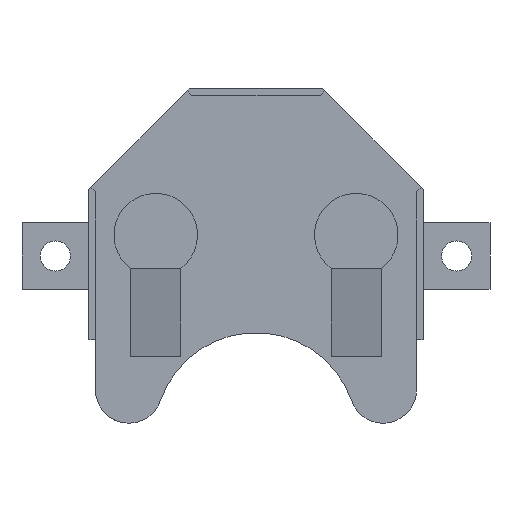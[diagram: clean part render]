
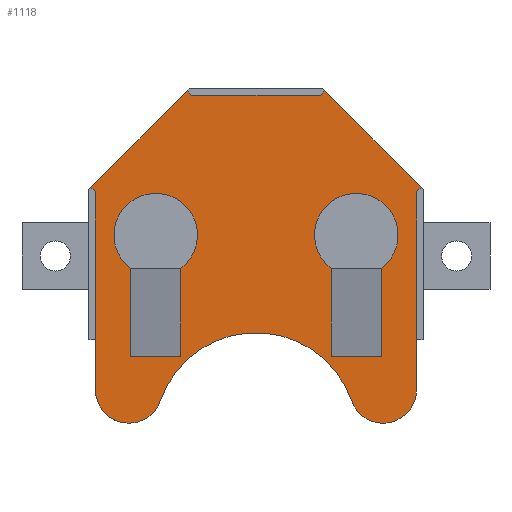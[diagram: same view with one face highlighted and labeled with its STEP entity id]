
A CAD part, front view. The second image highlights one B-rep face of the part: STEP entity #1118.
In plain terms, the highlighted planar face has unit normal (0, -1, 0).
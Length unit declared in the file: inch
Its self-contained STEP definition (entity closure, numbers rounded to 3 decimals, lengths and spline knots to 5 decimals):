
#20=FACE_BOUND('',#211,.T.);
#21=FACE_BOUND('',#212,.T.);
#83=CIRCLE('',#1155,0.09997);
#85=CIRCLE('',#1158,0.30266);
#87=CIRCLE('',#1161,0.1);
#89=CIRCLE('',#1165,0.09997);
#93=CIRCLE('',#1187,0.125);
#94=CIRCLE('',#1190,0.125);
#148=FACE_OUTER_BOUND('',#210,.T.);
#210=EDGE_LOOP('',(#912,#913,#914,#915,#916,#917,#918,#919,#920,#921,#922,
#923,#924,#925,#926,#927,#928));
#211=EDGE_LOOP('',(#929,#930,#931,#932,#933,#934));
#212=EDGE_LOOP('',(#935,#936,#937,#938,#939,#940));
#252=LINE('',#1557,#379);
#256=LINE('',#1567,#383);
#257=LINE('',#1571,#384);
#264=LINE('',#1585,#391);
#281=LINE('',#1621,#408);
#284=LINE('',#1627,#411);
#290=LINE('',#1640,#417);
#295=LINE('',#1649,#422);
#296=LINE('',#1651,#423);
#299=LINE('',#1656,#426);
#305=LINE('',#1669,#432);
#310=LINE('',#1678,#437);
#311=LINE('',#1680,#438);
#314=LINE('',#1685,#441);
#316=LINE('',#1691,#443);
#318=LINE('',#1697,#445);
#320=LINE('',#1702,#447);
#325=LINE('',#1712,#452);
#326=LINE('',#1714,#453);
#333=LINE('',#1728,#460);
#338=LINE('',#1737,#465);
#343=LINE('',#1746,#470);
#344=LINE('',#1747,#471);
#379=VECTOR('',#1266,0.3937);
#383=VECTOR('',#1274,0.3937);
#384=VECTOR('',#1279,0.3937);
#391=VECTOR('',#1290,0.3937);
#408=VECTOR('',#1317,0.3937);
#411=VECTOR('',#1322,0.3937);
#417=VECTOR('',#1332,0.3937);
#422=VECTOR('',#1339,0.3937);
#423=VECTOR('',#1342,0.3937);
#426=VECTOR('',#1347,0.3937);
#432=VECTOR('',#1357,0.3937);
#437=VECTOR('',#1364,0.3937);
#438=VECTOR('',#1367,0.3937);
#441=VECTOR('',#1372,0.3937);
#443=VECTOR('',#1380,0.3937);
#445=VECTOR('',#1388,0.3937);
#447=VECTOR('',#1392,0.3937);
#452=VECTOR('',#1399,0.3937);
#453=VECTOR('',#1402,0.3937);
#460=VECTOR('',#1413,0.3937);
#465=VECTOR('',#1420,0.3937);
#470=VECTOR('',#1431,0.3937);
#471=VECTOR('',#1432,0.3937);
#500=VERTEX_POINT('',#1529);
#502=VERTEX_POINT('',#1535);
#503=VERTEX_POINT('',#1536);
#506=VERTEX_POINT('',#1544);
#508=VERTEX_POINT('',#1550);
#510=VERTEX_POINT('',#1556);
#512=VERTEX_POINT('',#1562);
#514=VERTEX_POINT('',#1565);
#515=VERTEX_POINT('',#1570);
#520=VERTEX_POINT('',#1584);
#536=VERTEX_POINT('',#1625);
#539=VERTEX_POINT('',#1632);
#540=VERTEX_POINT('',#1635);
#541=VERTEX_POINT('',#1639);
#544=VERTEX_POINT('',#1647);
#545=VERTEX_POINT('',#1654);
#548=VERTEX_POINT('',#1661);
#549=VERTEX_POINT('',#1664);
#550=VERTEX_POINT('',#1668);
#553=VERTEX_POINT('',#1676);
#554=VERTEX_POINT('',#1683);
#555=VERTEX_POINT('',#1687);
#556=VERTEX_POINT('',#1693);
#557=VERTEX_POINT('',#1699);
#560=VERTEX_POINT('',#1706);
#562=VERTEX_POINT('',#1710);
#565=VERTEX_POINT('',#1724);
#567=VERTEX_POINT('',#1727);
#570=VERTEX_POINT('',#1734);
#597=EDGE_CURVE('',#502,#503,#83,.T.);
#601=EDGE_CURVE('',#503,#506,#85,.T.);
#604=EDGE_CURVE('',#506,#508,#87,.T.);
#607=EDGE_CURVE('',#510,#500,#252,.T.);
#611=EDGE_CURVE('',#514,#512,#89,.T.);
#612=EDGE_CURVE('',#514,#510,#256,.T.);
#614=EDGE_CURVE('',#515,#508,#257,.T.);
#621=EDGE_CURVE('',#500,#520,#264,.T.);
#640=EDGE_CURVE('',#502,#512,#281,.T.);
#643=EDGE_CURVE('',#536,#515,#284,.T.);
#649=EDGE_CURVE('',#539,#541,#290,.T.);
#654=EDGE_CURVE('',#541,#544,#295,.T.);
#655=EDGE_CURVE('',#544,#540,#296,.T.);
#658=EDGE_CURVE('',#540,#545,#299,.T.);
#664=EDGE_CURVE('',#548,#550,#305,.T.);
#669=EDGE_CURVE('',#550,#553,#310,.T.);
#670=EDGE_CURVE('',#553,#549,#311,.T.);
#673=EDGE_CURVE('',#549,#554,#314,.T.);
#674=EDGE_CURVE('',#545,#555,#93,.T.);
#676=EDGE_CURVE('',#555,#539,#316,.T.);
#677=EDGE_CURVE('',#554,#556,#94,.T.);
#679=EDGE_CURVE('',#556,#548,#318,.T.);
#681=EDGE_CURVE('',#536,#557,#320,.T.);
#686=EDGE_CURVE('',#562,#560,#325,.T.);
#687=EDGE_CURVE('',#560,#557,#326,.T.);
#694=EDGE_CURVE('',#567,#565,#333,.T.);
#699=EDGE_CURVE('',#520,#570,#338,.T.);
#704=EDGE_CURVE('',#567,#562,#343,.T.);
#705=EDGE_CURVE('',#570,#565,#344,.T.);
#912=ORIENTED_EDGE('',*,*,#611,.T.);
#913=ORIENTED_EDGE('',*,*,#640,.F.);
#914=ORIENTED_EDGE('',*,*,#597,.T.);
#915=ORIENTED_EDGE('',*,*,#601,.T.);
#916=ORIENTED_EDGE('',*,*,#604,.T.);
#917=ORIENTED_EDGE('',*,*,#614,.F.);
#918=ORIENTED_EDGE('',*,*,#643,.F.);
#919=ORIENTED_EDGE('',*,*,#681,.T.);
#920=ORIENTED_EDGE('',*,*,#687,.F.);
#921=ORIENTED_EDGE('',*,*,#686,.F.);
#922=ORIENTED_EDGE('',*,*,#704,.F.);
#923=ORIENTED_EDGE('',*,*,#694,.T.);
#924=ORIENTED_EDGE('',*,*,#705,.F.);
#925=ORIENTED_EDGE('',*,*,#699,.F.);
#926=ORIENTED_EDGE('',*,*,#621,.F.);
#927=ORIENTED_EDGE('',*,*,#607,.F.);
#928=ORIENTED_EDGE('',*,*,#612,.F.);
#929=ORIENTED_EDGE('',*,*,#674,.T.);
#930=ORIENTED_EDGE('',*,*,#676,.T.);
#931=ORIENTED_EDGE('',*,*,#649,.T.);
#932=ORIENTED_EDGE('',*,*,#654,.T.);
#933=ORIENTED_EDGE('',*,*,#655,.T.);
#934=ORIENTED_EDGE('',*,*,#658,.T.);
#935=ORIENTED_EDGE('',*,*,#677,.T.);
#936=ORIENTED_EDGE('',*,*,#679,.T.);
#937=ORIENTED_EDGE('',*,*,#664,.T.);
#938=ORIENTED_EDGE('',*,*,#669,.T.);
#939=ORIENTED_EDGE('',*,*,#670,.T.);
#940=ORIENTED_EDGE('',*,*,#673,.T.);
#1062=PLANE('',#1200);
#1118=ADVANCED_FACE('',(#148,#20,#21),#1062,.F.);
#1155=AXIS2_PLACEMENT_3D('',#1537,#1244,#1245);
#1158=AXIS2_PLACEMENT_3D('',#1545,#1252,#1253);
#1161=AXIS2_PLACEMENT_3D('',#1551,#1259,#1260);
#1165=AXIS2_PLACEMENT_3D('',#1566,#1272,#1273);
#1187=AXIS2_PLACEMENT_3D('',#1688,#1375,#1376);
#1190=AXIS2_PLACEMENT_3D('',#1694,#1383,#1384);
#1200=AXIS2_PLACEMENT_3D('',#1745,#1429,#1430);
#1244=DIRECTION('center_axis',(0.,-1.,0.));
#1245=DIRECTION('ref_axis',(0.945,0.,-0.327));
#1252=DIRECTION('center_axis',(0.,1.,0.));
#1253=DIRECTION('ref_axis',(0.945,0.,-0.328));
#1259=DIRECTION('center_axis',(0.,-1.,0.));
#1260=DIRECTION('ref_axis',(1.,0.,0.));
#1266=DIRECTION('',(0.,0.,1.));
#1272=DIRECTION('center_axis',(0.,-1.,0.));
#1273=DIRECTION('ref_axis',(0.945,0.,-0.327));
#1274=DIRECTION('',(0.,0.,1.));
#1279=DIRECTION('',(0.,0.,-1.));
#1290=DIRECTION('',(0.,0.,1.));
#1317=DIRECTION('',(-1.,0.,0.));
#1322=DIRECTION('',(0.,0.,-1.));
#1332=DIRECTION('',(0.,0.,-1.));
#1339=DIRECTION('',(-1.,0.,0.));
#1342=DIRECTION('',(0.,0.,1.));
#1347=DIRECTION('',(0.,0.,1.));
#1357=DIRECTION('',(0.,0.,-1.));
#1364=DIRECTION('',(-1.,0.,0.));
#1367=DIRECTION('',(0.,0.,1.));
#1372=DIRECTION('',(0.,0.,1.));
#1375=DIRECTION('center_axis',(0.,1.,0.));
#1376=DIRECTION('ref_axis',(-1.,0.,0.));
#1380=DIRECTION('',(0.,0.,-1.));
#1383=DIRECTION('center_axis',(0.,1.,0.));
#1384=DIRECTION('ref_axis',(-1.,0.,0.));
#1388=DIRECTION('',(0.,0.,-1.));
#1392=DIRECTION('',(0.707,0.,0.707));
#1399=DIRECTION('',(0.707,0.,0.707));
#1402=DIRECTION('',(0.707,0.,-0.707));
#1413=DIRECTION('',(-0.707,0.,0.707));
#1420=DIRECTION('',(-0.707,0.,0.707));
#1429=DIRECTION('center_axis',(0.,1.,0.));
#1430=DIRECTION('ref_axis',(0.,0.,1.));
#1431=DIRECTION('',(1.,0.,0.));
#1432=DIRECTION('',(0.707,0.,0.707));
#1529=CARTESIAN_POINT('',(-0.48031,0.22,-0.25));
#1535=CARTESIAN_POINT('',(-0.375,0.22,-0.5));
#1536=CARTESIAN_POINT('',(-0.28586,0.22,-0.43285));
#1537=CARTESIAN_POINT('Origin',(-0.38034,0.22,-0.40017));
#1544=CARTESIAN_POINT('',(0.28586,0.22,-0.43285));
#1545=CARTESIAN_POINT('Origin',(0.,0.22,-0.53226));
#1550=CARTESIAN_POINT('',(0.48031,0.22,-0.4));
#1551=CARTESIAN_POINT('Origin',(0.38031,0.22,-0.4));
#1556=CARTESIAN_POINT('',(-0.48031,0.22,-0.4));
#1557=CARTESIAN_POINT('',(-0.48031,0.22,-0.5625));
#1562=CARTESIAN_POINT('',(-0.38569,0.22,-0.5));
#1565=CARTESIAN_POINT('',(-0.48031,0.22,-0.40017));
#1566=CARTESIAN_POINT('Origin',(-0.38034,0.22,-0.40017));
#1567=CARTESIAN_POINT('',(-0.48031,0.22,-0.5625));
#1570=CARTESIAN_POINT('',(0.48031,0.22,-0.25));
#1571=CARTESIAN_POINT('',(0.48031,0.22,0.19185));
#1584=CARTESIAN_POINT('',(-0.48031,0.22,0.19185));
#1585=CARTESIAN_POINT('',(-0.48031,0.22,-0.5625));
#1621=CARTESIAN_POINT('',(0.25,0.22,-0.5));
#1625=CARTESIAN_POINT('',(0.48031,0.22,0.19185));
#1627=CARTESIAN_POINT('',(0.48031,0.22,0.19185));
#1632=CARTESIAN_POINT('',(0.375,0.22,-0.25625));
#1635=CARTESIAN_POINT('',(0.225,0.22,-0.25625));
#1639=CARTESIAN_POINT('',(0.375,0.22,-0.3));
#1640=CARTESIAN_POINT('',(0.375,0.22,-0.19926));
#1647=CARTESIAN_POINT('',(0.225,0.22,-0.3));
#1649=CARTESIAN_POINT('',(0.1125,0.22,-0.3));
#1651=CARTESIAN_POINT('',(0.225,0.22,-0.04926));
#1654=CARTESIAN_POINT('',(0.225,0.22,-0.0375));
#1656=CARTESIAN_POINT('',(0.225,0.22,-0.04926));
#1661=CARTESIAN_POINT('',(-0.225,0.22,-0.25625));
#1664=CARTESIAN_POINT('',(-0.375,0.22,-0.25625));
#1668=CARTESIAN_POINT('',(-0.225,0.22,-0.3));
#1669=CARTESIAN_POINT('',(-0.225,0.22,-0.19926));
#1676=CARTESIAN_POINT('',(-0.375,0.22,-0.3));
#1678=CARTESIAN_POINT('',(-0.1875,0.22,-0.3));
#1680=CARTESIAN_POINT('',(-0.375,0.22,-0.04926));
#1683=CARTESIAN_POINT('',(-0.375,0.22,-0.0375));
#1685=CARTESIAN_POINT('',(-0.375,0.22,-0.04926));
#1687=CARTESIAN_POINT('',(0.375,0.22,-0.0375));
#1688=CARTESIAN_POINT('Origin',(0.3,0.22,0.0625));
#1691=CARTESIAN_POINT('',(0.375,0.22,-0.19926));
#1693=CARTESIAN_POINT('',(-0.225,0.22,-0.0375));
#1694=CARTESIAN_POINT('Origin',(-0.3,0.22,0.0625));
#1697=CARTESIAN_POINT('',(-0.225,0.22,-0.19926));
#1699=CARTESIAN_POINT('',(0.49423,0.22,0.20577));
#1702=CARTESIAN_POINT('',(0.48031,0.22,0.19185));
#1706=CARTESIAN_POINT('',(0.20577,0.22,0.49423));
#1710=CARTESIAN_POINT('',(0.19185,0.22,0.48031));
#1712=CARTESIAN_POINT('',(0.19185,0.22,0.48031));
#1714=CARTESIAN_POINT('',(0.49712,0.22,0.20288));
#1724=CARTESIAN_POINT('',(-0.20577,0.22,0.49423));
#1727=CARTESIAN_POINT('',(-0.19185,0.22,0.48031));
#1728=CARTESIAN_POINT('',(-0.19185,0.22,0.48031));
#1734=CARTESIAN_POINT('',(-0.49423,0.22,0.20577));
#1737=CARTESIAN_POINT('',(-0.48031,0.22,0.19185));
#1745=CARTESIAN_POINT('Origin',(0.,0.22,-0.09852));
#1746=CARTESIAN_POINT('',(-0.19185,0.22,0.48031));
#1747=CARTESIAN_POINT('',(-0.20288,0.22,0.49712));
